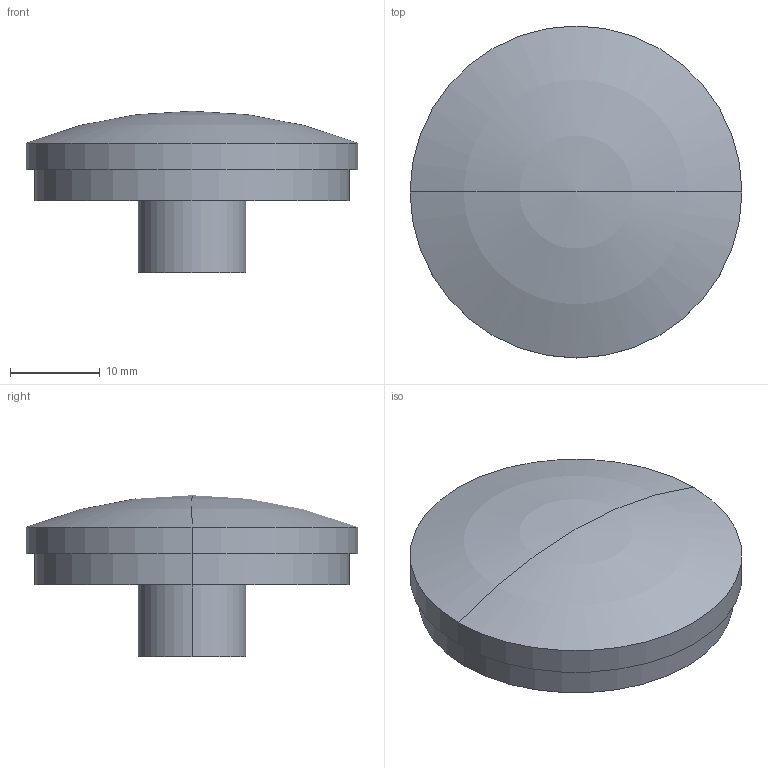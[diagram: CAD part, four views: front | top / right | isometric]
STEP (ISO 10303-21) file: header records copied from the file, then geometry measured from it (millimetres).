
FILE_DESCRIPTION(('STEP AP214'),'1');
FILE_NAME(' ',' ',('TraceParts'),('TraceParts S.A.'),'XStep 1.0',' ',' ');
FILE_SCHEMA(('automotive_design'));
Length unit declared in the file: millimetre
Products named in the file (1): 1
Bounding box: 37 x 37 x 18 mm (x, y, z)
Volume: 9376.8 mm3; surface area: 3219.5 mm2
Topology: 1 solids, 1 shells, 11 faces, 22 edges, 13 vertices
Faces by surface type: cylinder 6, plane 3, sphere 2
Entity records: 557 total; most frequent: DIRECTION 58, STYLED_ITEM 45, PRESENTATION_STYLE_ASSIGNMENT 45, CARTESIAN_POINT 45, COLOUR_RGB 45, ORIENTED_EDGE 40, AXIS2_PLACEMENT_3D 26, EDGE_CURVE 20
